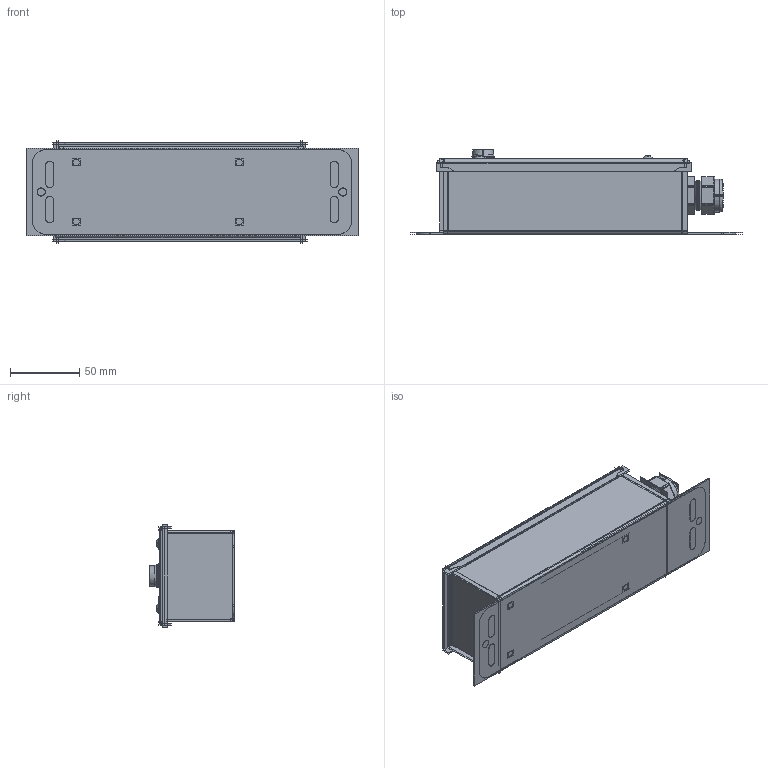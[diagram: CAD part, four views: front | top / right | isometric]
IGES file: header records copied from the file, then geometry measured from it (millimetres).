
Start section:  PTC IGES file: 192618.igs
Global section: file name: 192618.igs; native system: Creo Parametric by Parametric Technology Corporation; preprocessor: 2013230; author: pdmadmin; organization: Unknown; date: 20160127.160218; units: millimetre
Bounding box: 240.39 x 61.43 x 73.96 mm (x, y, z)
Volume: 92976.3 mm3; surface area: 685761.4 mm2
Topology: 29 solids, 33 shells, 1704 faces, 8268 edges, 10398 vertices
Faces by surface type: revolution 906, bspline 798
